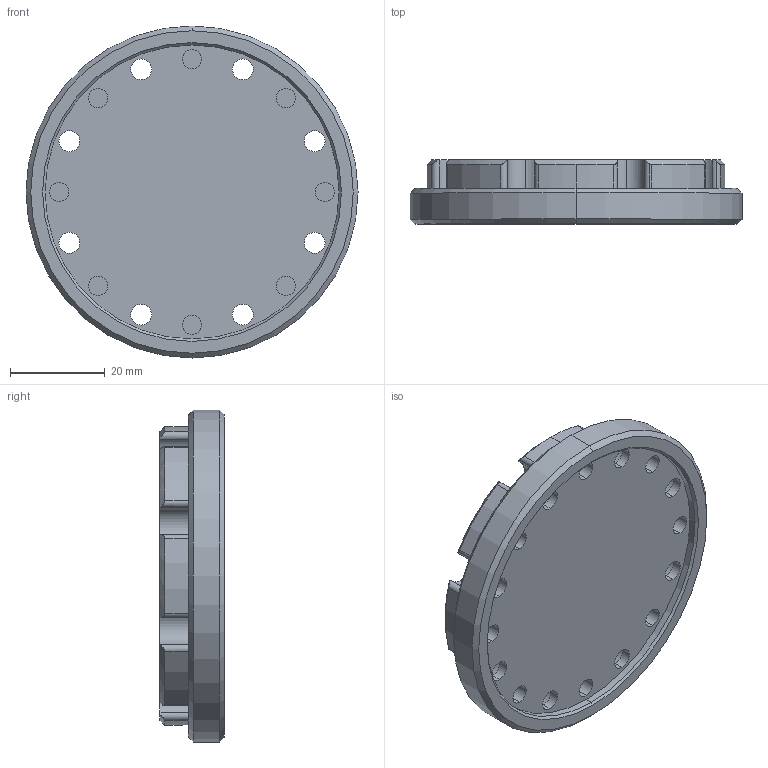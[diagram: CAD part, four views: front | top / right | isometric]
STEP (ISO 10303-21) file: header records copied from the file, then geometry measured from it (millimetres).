
FILE_DESCRIPTION (( 'STEP AP214' ), '1' );
FILE_NAME ('Tier 1 - Adapter G v1.1.STEP', '2019-01-30T13:27:24', ( '' ), ( '' ), 'SwSTEP 2.0', 'SolidWorks 2018', '' );
FILE_SCHEMA (( 'AUTOMOTIVE_DESIGN' ));
Length unit declared in the file: millimetre
Products named in the file (1): Tier 1 - Adapter G v1.1
Bounding box: 70 x 13.5 x 70 mm (x, y, z)
Volume: 31686.7 mm3; surface area: 13083.3 mm2
Topology: 1 solids, 1 shells, 167 faces, 431 edges, 273 vertices
Faces by surface type: cylinder 95, cone 37, plane 26, bspline 9
Entity records: 5991 total; most frequent: CARTESIAN_POINT 1701, DIRECTION 931, ORIENTED_EDGE 842, EDGE_CURVE 421, AXIS2_PLACEMENT_3D 389, VERTEX_POINT 273, CIRCLE 230, EDGE_LOOP 200
